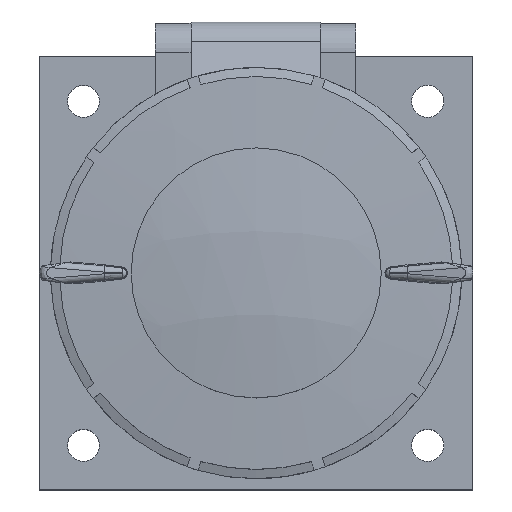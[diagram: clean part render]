
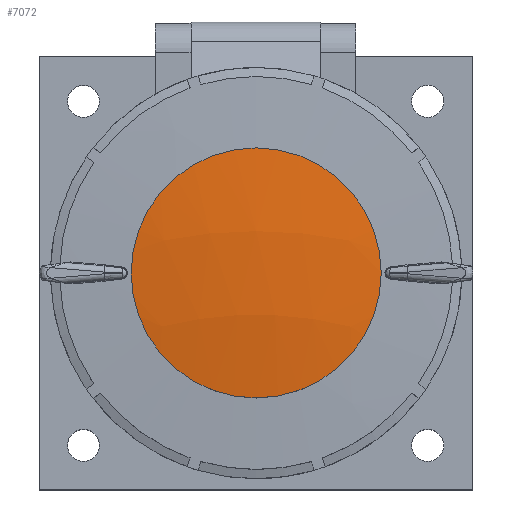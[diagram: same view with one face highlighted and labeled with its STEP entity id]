
A CAD part, top view. The second image highlights one B-rep face of the part: STEP entity #7072.
In plain terms, the highlighted spherical face has radius 159.163 mm.
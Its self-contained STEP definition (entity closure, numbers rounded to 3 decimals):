
#56 = CARTESIAN_POINT ( 'NONE',  ( 0.104, -0.005, 62.362 ) ) ;
#333 = VERTEX_POINT ( 'NONE', #16060 ) ;
#656 = ORIENTED_EDGE ( 'NONE', *, *, #15533, .F. ) ;
#1303 = ORIENTED_EDGE ( 'NONE', *, *, #9313, .F. ) ;
#1543 = AXIS2_PLACEMENT_3D ( 'NONE', #17408, #10715, #14830 ) ;
#2026 = CARTESIAN_POINT ( 'NONE',  ( 0.104, -0.005, 62.362 ) ) ;
#2713 = DIRECTION ( 'NONE',  ( 0., 0., -1. ) ) ;
#2812 = CIRCLE ( 'NONE', #4752, 21.8 ) ;
#3795 = FACE_OUTER_BOUND ( 'NONE', #5270, .T. ) ;
#4752 = AXIS2_PLACEMENT_3D ( 'NONE', #2026, #16884, #15207 ) ;
#4929 = CIRCLE ( 'NONE', #16426, 21.8 ) ;
#5270 = EDGE_LOOP ( 'NONE', ( #656, #1303 ) ) ;
#6751 = DIRECTION ( 'NONE',  ( 0., 1., 0. ) ) ;
#7072 = ADVANCED_FACE ( 'NONE', ( #3795 ), #12038, .T. ) ;
#7134 = CARTESIAN_POINT ( 'NONE',  ( 0.104, 21.795, 62.362 ) ) ;
#9313 = EDGE_CURVE ( 'NONE', #333, #13000, #4929, .T. ) ;
#10715 = DIRECTION ( 'NONE',  ( 0., 0.423, -0.906 ) ) ;
#12038 = SPHERICAL_SURFACE ( 'NONE', #1543, 159.163 ) ;
#13000 = VERTEX_POINT ( 'NONE', #7134 ) ;
#14830 = DIRECTION ( 'NONE',  ( -1., 0., 0. ) ) ;
#15207 = DIRECTION ( 'NONE',  ( 0., 1., 0. ) ) ;
#15533 = EDGE_CURVE ( 'NONE', #13000, #333, #2812, .T. ) ;
#16060 = CARTESIAN_POINT ( 'NONE',  ( 0.104, -21.805, 62.362 ) ) ;
#16426 = AXIS2_PLACEMENT_3D ( 'NONE', #56, #2713, #6751 ) ;
#16884 = DIRECTION ( 'NONE',  ( 0., 0., -1. ) ) ;
#17408 = CARTESIAN_POINT ( 'NONE',  ( 0.104, -0.005, -95.302 ) ) ;
